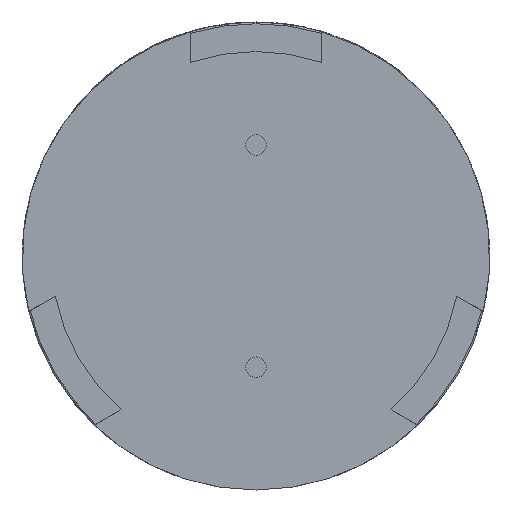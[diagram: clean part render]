
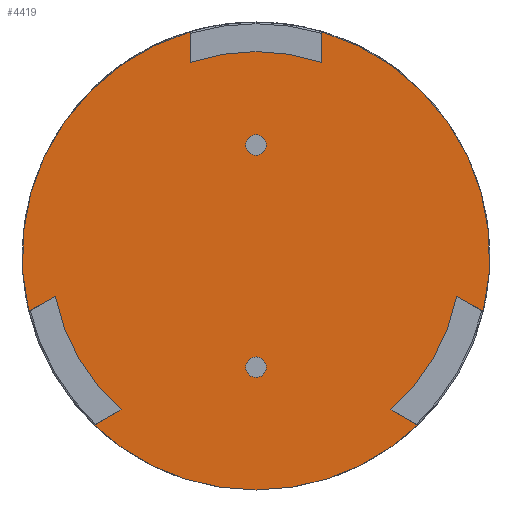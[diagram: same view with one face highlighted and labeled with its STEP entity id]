
A CAD part, front view. The second image highlights one B-rep face of the part: STEP entity #4419.
In plain terms, the highlighted planar face has unit normal (0, -1, 0).
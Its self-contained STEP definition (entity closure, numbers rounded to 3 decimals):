
#122 = CARTESIAN_POINT ( 'NONE',  ( -2.247, 0.5, 6.63 ) ) ;
#159 = DIRECTION ( 'NONE',  ( 0., 0., -1. ) ) ;
#200 = ORIENTED_EDGE ( 'NONE', *, *, #7920, .F. ) ;
#295 = ORIENTED_EDGE ( 'NONE', *, *, #3606, .T. ) ;
#328 = VECTOR ( 'NONE', #6300, 1000. ) ;
#397 = VERTEX_POINT ( 'NONE', #1365 ) ;
#433 = AXIS2_PLACEMENT_3D ( 'NONE', #6687, #1658, #7536 ) ;
#437 = CARTESIAN_POINT ( 'NONE',  ( 0., 0.5, 0. ) ) ;
#580 = LINE ( 'NONE', #9649, #2256 ) ;
#837 = LINE ( 'NONE', #2567, #5024 ) ;
#934 = DIRECTION ( 'NONE',  ( 0., 0., 1. ) ) ;
#936 = VERTEX_POINT ( 'NONE', #1394 ) ;
#1107 = VECTOR ( 'NONE', #10222, 1000. ) ;
#1269 = DIRECTION ( 'NONE',  ( 0., 0., -1. ) ) ;
#1365 = CARTESIAN_POINT ( 'NONE',  ( 0., 0.5, -8. ) ) ;
#1394 = CARTESIAN_POINT ( 'NONE',  ( 7.773, 0.5, -1.893 ) ) ;
#1509 = DIRECTION ( 'NONE',  ( 0., 1., 0. ) ) ;
#1517 = CARTESIAN_POINT ( 'NONE',  ( -4.618, 0.5, -5.26 ) ) ;
#1644 = VERTEX_POINT ( 'NONE', #10095 ) ;
#1658 = DIRECTION ( 'NONE',  ( 0., -1., 0. ) ) ;
#1974 = EDGE_CURVE ( 'NONE', #2406, #4484, #3732, .T. ) ;
#2005 = CARTESIAN_POINT ( 'NONE',  ( -7.773, 0.5, -1.893 ) ) ;
#2018 = LINE ( 'NONE', #122, #8457 ) ;
#2029 = LINE ( 'NONE', #9180, #7687 ) ;
#2115 = EDGE_CURVE ( 'NONE', #8418, #2406, #2029, .T. ) ;
#2256 = VECTOR ( 'NONE', #10493, 1000. ) ;
#2261 = DIRECTION ( 'NONE',  ( 0.866, 0., 0.5 ) ) ;
#2316 = DIRECTION ( 'NONE',  ( 0., 0., -1. ) ) ;
#2336 = ORIENTED_EDGE ( 'NONE', *, *, #2115, .T. ) ;
#2406 = VERTEX_POINT ( 'NONE', #8705 ) ;
#2567 = CARTESIAN_POINT ( 'NONE',  ( -4.618, 0.5, -5.26 ) ) ;
#2691 = EDGE_CURVE ( 'NONE', #8418, #4227, #6359, .T. ) ;
#2706 = DIRECTION ( 'NONE',  ( 0., 1., 0. ) ) ;
#2718 = AXIS2_PLACEMENT_3D ( 'NONE', #6509, #7367, #2316 ) ;
#2806 = AXIS2_PLACEMENT_3D ( 'NONE', #437, #6289, #1269 ) ;
#2865 = ORIENTED_EDGE ( 'NONE', *, *, #6553, .T. ) ;
#2994 = CARTESIAN_POINT ( 'NONE',  ( 6.865, 0.5, -1.369 ) ) ;
#3002 = AXIS2_PLACEMENT_3D ( 'NONE', #8317, #3283, #9145 ) ;
#3023 = VERTEX_POINT ( 'NONE', #2994 ) ;
#3045 = CIRCLE ( 'NONE', #4641, 8. ) ;
#3212 = CARTESIAN_POINT ( 'NONE',  ( 2.247, 0.5, 7.678 ) ) ;
#3283 = DIRECTION ( 'NONE',  ( 0., -1., 0. ) ) ;
#3458 = CIRCLE ( 'NONE', #2806, 8. ) ;
#3514 = ORIENTED_EDGE ( 'NONE', *, *, #9295, .T. ) ;
#3606 = EDGE_CURVE ( 'NONE', #10472, #4227, #2018, .T. ) ;
#3618 = EDGE_CURVE ( 'NONE', #6422, #3023, #6230, .T. ) ;
#3686 = ORIENTED_EDGE ( 'NONE', *, *, #2691, .F. ) ;
#3732 = CIRCLE ( 'NONE', #3002, 7. ) ;
#4067 = CARTESIAN_POINT ( 'NONE',  ( 2.247, 0.5, 6.63 ) ) ;
#4227 = VERTEX_POINT ( 'NONE', #9999 ) ;
#4327 = DIRECTION ( 'NONE',  ( 0., -1., 0. ) ) ;
#4419 = ADVANCED_FACE ( 'NONE', ( #4640 ), #10431, .T. ) ;
#4484 = VERTEX_POINT ( 'NONE', #1517 ) ;
#4637 = ORIENTED_EDGE ( 'NONE', *, *, #3618, .T. ) ;
#4640 = FACE_OUTER_BOUND ( 'NONE', #7256, .T. ) ;
#4641 = AXIS2_PLACEMENT_3D ( 'NONE', #6531, #1509, #7393 ) ;
#5024 = VECTOR ( 'NONE', #6774, 1000. ) ;
#5185 = DIRECTION ( 'NONE',  ( 0., 1., 0. ) ) ;
#5462 = CARTESIAN_POINT ( 'NONE',  ( 4.618, 0.5, -5.26 ) ) ;
#5622 = AXIS2_PLACEMENT_3D ( 'NONE', #7750, #2706, #8587 ) ;
#5805 = ORIENTED_EDGE ( 'NONE', *, *, #7477, .F. ) ;
#5811 = ORIENTED_EDGE ( 'NONE', *, *, #1974, .T. ) ;
#5814 = CIRCLE ( 'NONE', #433, 7. ) ;
#6230 = CIRCLE ( 'NONE', #9327, 7. ) ;
#6289 = DIRECTION ( 'NONE',  ( 0., 1., 0. ) ) ;
#6300 = DIRECTION ( 'NONE',  ( -0.866, 0., 0.5 ) ) ;
#6359 = CIRCLE ( 'NONE', #5622, 8. ) ;
#6422 = VERTEX_POINT ( 'NONE', #7202 ) ;
#6509 = CARTESIAN_POINT ( 'NONE',  ( 0., 0.5, 0. ) ) ;
#6531 = CARTESIAN_POINT ( 'NONE',  ( 0., 0.5, 0. ) ) ;
#6553 = EDGE_CURVE ( 'NONE', #7009, #10472, #5814, .T. ) ;
#6661 = EDGE_CURVE ( 'NONE', #4484, #1644, #837, .T. ) ;
#6687 = CARTESIAN_POINT ( 'NONE',  ( 0., 0.5, 0. ) ) ;
#6753 = LINE ( 'NONE', #5462, #328 ) ;
#6774 = DIRECTION ( 'NONE',  ( -0.866, 0., -0.5 ) ) ;
#6971 = AXIS2_PLACEMENT_3D ( 'NONE', #10190, #5185, #159 ) ;
#7009 = VERTEX_POINT ( 'NONE', #4067 ) ;
#7155 = ORIENTED_EDGE ( 'NONE', *, *, #7284, .T. ) ;
#7202 = CARTESIAN_POINT ( 'NONE',  ( 4.618, 0.5, -5.26 ) ) ;
#7240 = ORIENTED_EDGE ( 'NONE', *, *, #7576, .T. ) ;
#7256 = EDGE_LOOP ( 'NONE', ( #2336, #5811, #10514, #5805, #200, #7240, #4637, #3514, #10258, #7155, #2865, #295, #3686 ) ) ;
#7284 = EDGE_CURVE ( 'NONE', #10087, #7009, #9746, .T. ) ;
#7367 = DIRECTION ( 'NONE',  ( 0., -1., 0. ) ) ;
#7393 = DIRECTION ( 'NONE',  ( 0., 0., -1. ) ) ;
#7477 = EDGE_CURVE ( 'NONE', #397, #1644, #9489, .T. ) ;
#7536 = DIRECTION ( 'NONE',  ( 0., 0., -1. ) ) ;
#7576 = EDGE_CURVE ( 'NONE', #10348, #6422, #6753, .T. ) ;
#7687 = VECTOR ( 'NONE', #2261, 1000. ) ;
#7750 = CARTESIAN_POINT ( 'NONE',  ( 0., 0.5, 0. ) ) ;
#7920 = EDGE_CURVE ( 'NONE', #10348, #397, #3458, .T. ) ;
#7947 = CARTESIAN_POINT ( 'NONE',  ( -2.247, 0.5, 6.63 ) ) ;
#8317 = CARTESIAN_POINT ( 'NONE',  ( 0., 0.5, 0. ) ) ;
#8418 = VERTEX_POINT ( 'NONE', #2005 ) ;
#8457 = VECTOR ( 'NONE', #934, 1000. ) ;
#8587 = DIRECTION ( 'NONE',  ( 0., 0., -1. ) ) ;
#8705 = CARTESIAN_POINT ( 'NONE',  ( -6.865, 0.5, -1.369 ) ) ;
#8853 = CARTESIAN_POINT ( 'NONE',  ( 2.247, 0.5, 6.63 ) ) ;
#9094 = EDGE_CURVE ( 'NONE', #10087, #936, #3045, .T. ) ;
#9145 = DIRECTION ( 'NONE',  ( 0., 0., -1. ) ) ;
#9180 = CARTESIAN_POINT ( 'NONE',  ( -6.865, 0.5, -1.369 ) ) ;
#9295 = EDGE_CURVE ( 'NONE', #3023, #936, #580, .T. ) ;
#9327 = AXIS2_PLACEMENT_3D ( 'NONE', #9347, #4327, #10191 ) ;
#9347 = CARTESIAN_POINT ( 'NONE',  ( 0., 0.5, 0. ) ) ;
#9489 = CIRCLE ( 'NONE', #6971, 8. ) ;
#9649 = CARTESIAN_POINT ( 'NONE',  ( 6.865, 0.5, -1.369 ) ) ;
#9746 = LINE ( 'NONE', #8853, #1107 ) ;
#9999 = CARTESIAN_POINT ( 'NONE',  ( -2.247, 0.5, 7.678 ) ) ;
#10087 = VERTEX_POINT ( 'NONE', #3212 ) ;
#10095 = CARTESIAN_POINT ( 'NONE',  ( -5.526, 0.5, -5.785 ) ) ;
#10190 = CARTESIAN_POINT ( 'NONE',  ( 0., 0.5, 0. ) ) ;
#10191 = DIRECTION ( 'NONE',  ( 0., 0., -1. ) ) ;
#10222 = DIRECTION ( 'NONE',  ( 0., 0., -1. ) ) ;
#10258 = ORIENTED_EDGE ( 'NONE', *, *, #9094, .F. ) ;
#10287 = CARTESIAN_POINT ( 'NONE',  ( 5.526, 0.5, -5.785 ) ) ;
#10348 = VERTEX_POINT ( 'NONE', #10287 ) ;
#10431 = PLANE ( 'NONE',  #2718 ) ;
#10472 = VERTEX_POINT ( 'NONE', #7947 ) ;
#10493 = DIRECTION ( 'NONE',  ( 0.866, 0., -0.5 ) ) ;
#10514 = ORIENTED_EDGE ( 'NONE', *, *, #6661, .T. ) ;
